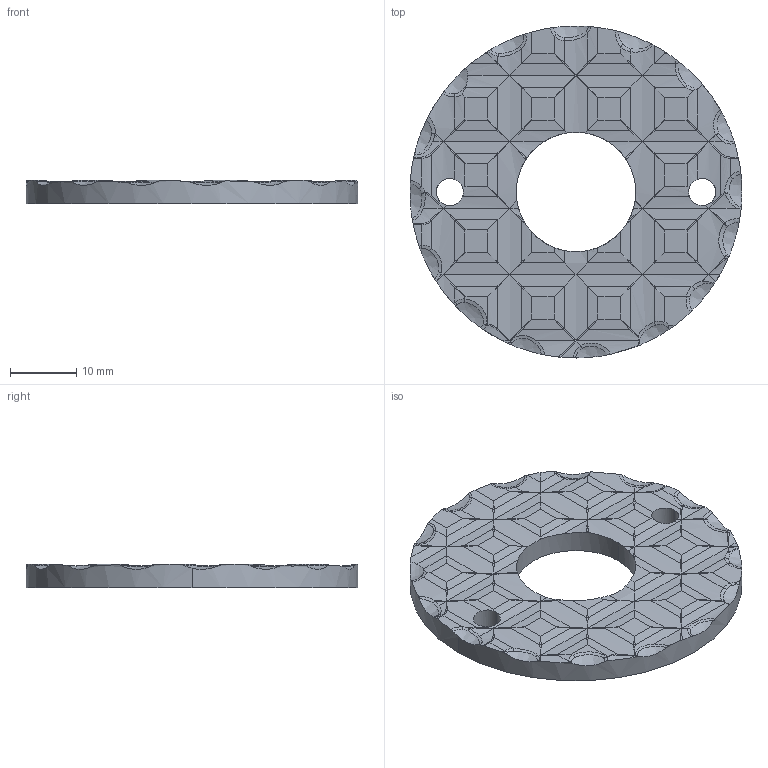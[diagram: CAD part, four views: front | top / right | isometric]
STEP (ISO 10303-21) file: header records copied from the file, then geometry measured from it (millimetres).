
FILE_DESCRIPTION (( 'STEP AP203' ), '1' );
FILE_NAME ('8171.STEP', '2016-05-09T07:40:32', ( '' ), ( '' ), 'SwSTEP 2.0', 'SolidWorks 2015', '' );
FILE_SCHEMA (( 'CONFIG_CONTROL_DESIGN' ));
Length unit declared in the file: millimetre
Products named in the file (1): 8171
Bounding box: 50 x 50 x 3.5 mm (x, y, z)
Volume: 5616.2 mm3; surface area: 4154.3 mm2
Topology: 1 solids, 1 shells, 513 faces, 1293 edges, 696 vertices
Faces by surface type: bspline 245, cylinder 153, plane 115
Entity records: 21128 total; most frequent: CARTESIAN_POINT 11705, ORIENTED_EDGE 2386, EDGE_CURVE 1193, DIRECTION 1189, VERTEX_POINT 696, B_SPLINE_CURVE_WITH_KNOTS 587, EDGE_LOOP 533, ADVANCED_FACE 513
